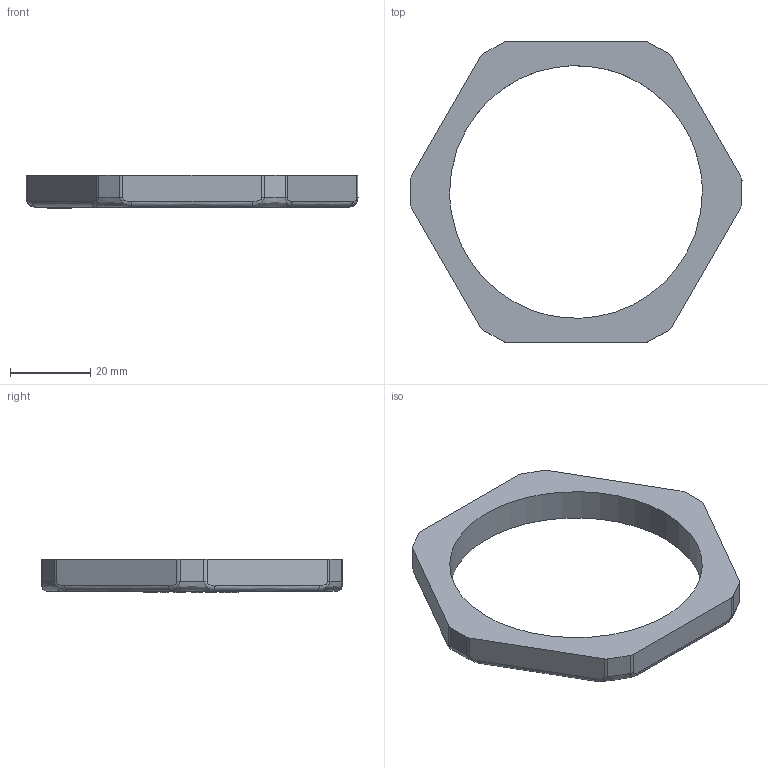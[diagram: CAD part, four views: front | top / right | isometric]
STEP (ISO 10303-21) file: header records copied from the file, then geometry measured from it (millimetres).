
FILE_DESCRIPTION(/* description */ (''),/* implementation_level */ '2;1');
FILE_NAME(/* name */ '2048973',/* time_stamp */ '2014-01-09T11:44:53+01:00',/* author */ (''),/* organization */ (''),/* preprocessor_version */ 'ST-DEVELOPER v15',/* originating_system */ '',/* authorisation */ '');
FILE_SCHEMA (('CONFIG_CONTROL_DESIGN'));
Length unit declared in the file: millimetre
Products named in the file (1): Document
Bounding box: 82.8 x 75 x 8.3 mm (x, y, z)
Volume: 13565 mm3; surface area: 6894.7 mm2
Topology: 1 solids, 1 shells, 309 faces, 873 edges, 574 vertices
Faces by surface type: plane 265, bspline 44
Entity records: 10286 total; most frequent: CARTESIAN_POINT 4368, ORIENTED_EDGE 1746, EDGE_CURVE 873, B_SPLINE_CURVE_WITH_KNOTS 855, VERTEX_POINT 574, EDGE_LOOP 319, ADVANCED_FACE 309, FACE_OUTER_BOUND 309
